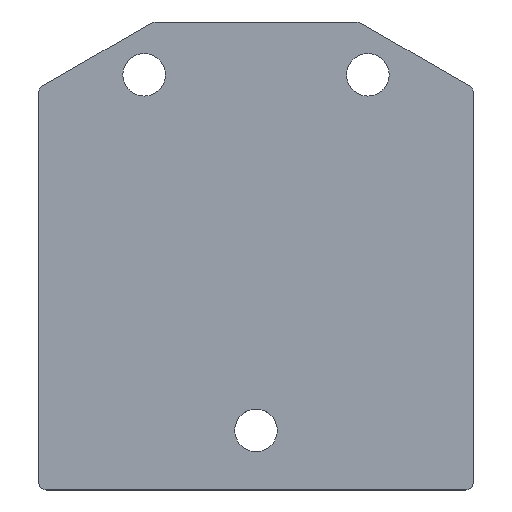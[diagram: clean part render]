
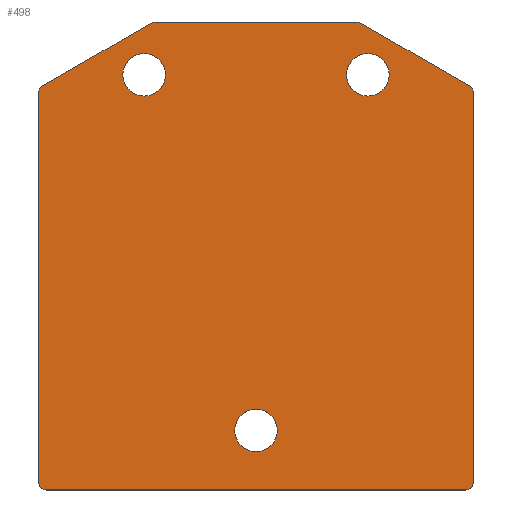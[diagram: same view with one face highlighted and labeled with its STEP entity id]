
A CAD part, top view. The second image highlights one B-rep face of the part: STEP entity #498.
In plain terms, the highlighted planar face has unit normal (0, 0, 1).
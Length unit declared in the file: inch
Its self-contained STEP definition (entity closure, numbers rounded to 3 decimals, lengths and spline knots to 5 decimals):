
#15=FACE_BOUND('',#85,.T.);
#16=FACE_BOUND('',#86,.T.);
#17=FACE_BOUND('',#87,.T.);
#58=FACE_OUTER_BOUND('',#84,.T.);
#84=EDGE_LOOP('',(#422,#423,#424,#425,#426,#427,#428,#429,#430,#431,#432,
#433));
#85=EDGE_LOOP('',(#434));
#86=EDGE_LOOP('',(#435));
#87=EDGE_LOOP('',(#436));
#99=CIRCLE('',#526,0.135);
#101=CIRCLE('',#529,0.135);
#103=CIRCLE('',#532,0.135);
#105=CIRCLE('',#540,0.05);
#107=CIRCLE('',#544,0.05);
#109=CIRCLE('',#548,0.05);
#111=CIRCLE('',#552,0.05);
#113=CIRCLE('',#556,0.05);
#115=CIRCLE('',#560,0.05);
#138=LINE('',#782,#183);
#143=LINE('',#796,#188);
#147=LINE('',#808,#192);
#151=LINE('',#820,#196);
#155=LINE('',#832,#200);
#159=LINE('',#844,#204);
#183=VECTOR('',#637,0.3937);
#188=VECTOR('',#650,0.3937);
#192=VECTOR('',#662,0.3937);
#196=VECTOR('',#674,0.3937);
#200=VECTOR('',#686,0.3937);
#204=VECTOR('',#698,0.3937);
#221=VERTEX_POINT('',#750);
#223=VERTEX_POINT('',#756);
#225=VERTEX_POINT('',#762);
#229=VERTEX_POINT('',#780);
#230=VERTEX_POINT('',#781);
#233=VERTEX_POINT('',#789);
#235=VERTEX_POINT('',#795);
#237=VERTEX_POINT('',#801);
#239=VERTEX_POINT('',#807);
#241=VERTEX_POINT('',#813);
#243=VERTEX_POINT('',#819);
#245=VERTEX_POINT('',#825);
#247=VERTEX_POINT('',#831);
#249=VERTEX_POINT('',#837);
#251=VERTEX_POINT('',#843);
#272=EDGE_CURVE('',#221,#221,#99,.T.);
#275=EDGE_CURVE('',#223,#223,#101,.T.);
#278=EDGE_CURVE('',#225,#225,#103,.T.);
#286=EDGE_CURVE('',#229,#230,#138,.T.);
#290=EDGE_CURVE('',#229,#233,#105,.T.);
#293=EDGE_CURVE('',#235,#233,#143,.T.);
#296=EDGE_CURVE('',#235,#237,#107,.T.);
#299=EDGE_CURVE('',#237,#239,#147,.T.);
#302=EDGE_CURVE('',#239,#241,#109,.T.);
#305=EDGE_CURVE('',#243,#241,#151,.T.);
#308=EDGE_CURVE('',#243,#245,#111,.T.);
#311=EDGE_CURVE('',#247,#245,#155,.T.);
#314=EDGE_CURVE('',#247,#249,#113,.T.);
#317=EDGE_CURVE('',#251,#249,#159,.T.);
#320=EDGE_CURVE('',#251,#230,#115,.T.);
#422=ORIENTED_EDGE('',*,*,#320,.T.);
#423=ORIENTED_EDGE('',*,*,#286,.F.);
#424=ORIENTED_EDGE('',*,*,#290,.T.);
#425=ORIENTED_EDGE('',*,*,#293,.F.);
#426=ORIENTED_EDGE('',*,*,#296,.T.);
#427=ORIENTED_EDGE('',*,*,#299,.T.);
#428=ORIENTED_EDGE('',*,*,#302,.T.);
#429=ORIENTED_EDGE('',*,*,#305,.F.);
#430=ORIENTED_EDGE('',*,*,#308,.T.);
#431=ORIENTED_EDGE('',*,*,#311,.F.);
#432=ORIENTED_EDGE('',*,*,#314,.T.);
#433=ORIENTED_EDGE('',*,*,#317,.F.);
#434=ORIENTED_EDGE('',*,*,#278,.T.);
#435=ORIENTED_EDGE('',*,*,#275,.T.);
#436=ORIENTED_EDGE('',*,*,#272,.T.);
#472=PLANE('',#562);
#498=ADVANCED_FACE('',(#58,#15,#16,#17),#472,.T.);
#526=AXIS2_PLACEMENT_3D('',#752,#603,#604);
#529=AXIS2_PLACEMENT_3D('',#758,#610,#611);
#532=AXIS2_PLACEMENT_3D('',#764,#617,#618);
#540=AXIS2_PLACEMENT_3D('',#790,#643,#644);
#544=AXIS2_PLACEMENT_3D('',#802,#655,#656);
#548=AXIS2_PLACEMENT_3D('',#814,#667,#668);
#552=AXIS2_PLACEMENT_3D('',#826,#679,#680);
#556=AXIS2_PLACEMENT_3D('',#838,#691,#692);
#560=AXIS2_PLACEMENT_3D('',#849,#703,#704);
#562=AXIS2_PLACEMENT_3D('',#851,#707,#708);
#603=DIRECTION('center_axis',(0.,0.,-1.));
#604=DIRECTION('ref_axis',(1.,0.,0.));
#610=DIRECTION('center_axis',(0.,0.,-1.));
#611=DIRECTION('ref_axis',(1.,0.,0.));
#617=DIRECTION('center_axis',(0.,0.,-1.));
#618=DIRECTION('ref_axis',(1.,0.,0.));
#637=DIRECTION('',(-1.,0.,0.));
#643=DIRECTION('center_axis',(0.,0.,1.));
#644=DIRECTION('ref_axis',(0.,-1.,0.));
#650=DIRECTION('',(0.,-1.,0.));
#655=DIRECTION('center_axis',(0.,0.,1.));
#656=DIRECTION('ref_axis',(1.,0.,0.));
#662=DIRECTION('',(-0.866,0.5,0.));
#667=DIRECTION('center_axis',(0.,0.,1.));
#668=DIRECTION('ref_axis',(0.5,0.866,0.));
#674=DIRECTION('',(1.,0.,0.));
#679=DIRECTION('center_axis',(0.,0.,1.));
#680=DIRECTION('ref_axis',(0.,1.,0.));
#686=DIRECTION('',(0.866,0.5,0.));
#691=DIRECTION('center_axis',(0.,0.,1.));
#692=DIRECTION('ref_axis',(-0.5,0.866,0.));
#698=DIRECTION('',(0.,1.,0.));
#703=DIRECTION('center_axis',(0.,0.,1.));
#704=DIRECTION('ref_axis',(-1.,0.,0.));
#707=DIRECTION('center_axis',(0.,0.,1.));
#708=DIRECTION('ref_axis',(1.,0.,0.));
#750=CARTESIAN_POINT('',(-0.805,2.635,0.));
#752=CARTESIAN_POINT('Origin',(-0.67,2.635,0.));
#756=CARTESIAN_POINT('',(-1.515,0.378,0.));
#758=CARTESIAN_POINT('Origin',(-1.38,0.378,0.));
#762=CARTESIAN_POINT('',(-2.225,2.635,0.));
#764=CARTESIAN_POINT('Origin',(-2.09,2.635,0.));
#780=CARTESIAN_POINT('',(-0.05,0.,0.));
#781=CARTESIAN_POINT('',(-2.71,0.,0.));
#782=CARTESIAN_POINT('',(-0.05,0.,0.));
#789=CARTESIAN_POINT('',(0.,0.05,0.));
#790=CARTESIAN_POINT('Origin',(-0.05,0.05,0.));
#795=CARTESIAN_POINT('',(0.,2.52113,0.));
#796=CARTESIAN_POINT('',(0.,2.52113,0.));
#801=CARTESIAN_POINT('',(-0.025,2.56443,0.));
#802=CARTESIAN_POINT('Origin',(-0.05,2.52113,0.));
#807=CARTESIAN_POINT('',(-0.71586,2.9633,0.));
#808=CARTESIAN_POINT('',(-0.025,2.56443,0.));
#813=CARTESIAN_POINT('',(-0.74086,2.97,0.));
#814=CARTESIAN_POINT('Origin',(-0.74086,2.92,0.));
#819=CARTESIAN_POINT('',(-2.01914,2.97,0.));
#820=CARTESIAN_POINT('',(-2.01914,2.97,0.));
#825=CARTESIAN_POINT('',(-2.04414,2.9633,0.));
#826=CARTESIAN_POINT('Origin',(-2.01914,2.92,0.));
#831=CARTESIAN_POINT('',(-2.735,2.56443,0.));
#832=CARTESIAN_POINT('',(-2.735,2.56443,0.));
#837=CARTESIAN_POINT('',(-2.76,2.52113,0.));
#838=CARTESIAN_POINT('Origin',(-2.71,2.52113,0.));
#843=CARTESIAN_POINT('',(-2.76,0.05,0.));
#844=CARTESIAN_POINT('',(-2.76,0.05,0.));
#849=CARTESIAN_POINT('Origin',(-2.71,0.05,0.));
#851=CARTESIAN_POINT('Origin',(-1.38,1.485,0.));
